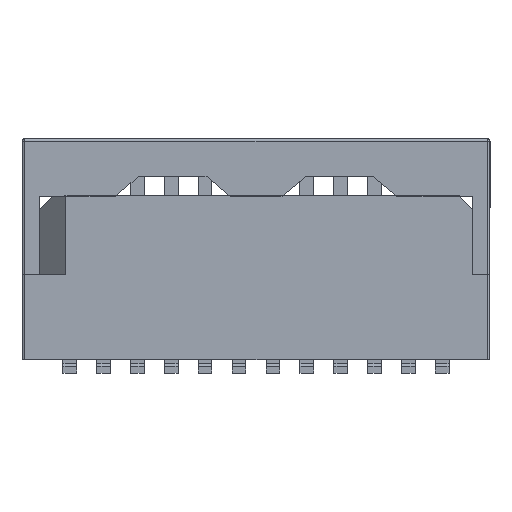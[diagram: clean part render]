
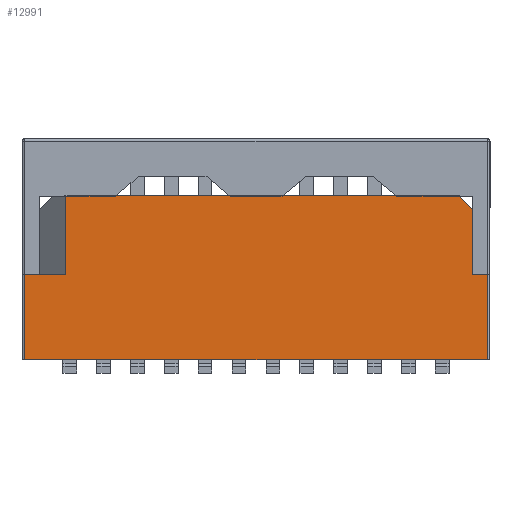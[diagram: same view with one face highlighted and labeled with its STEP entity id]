
A CAD part, front view. The second image highlights one B-rep face of the part: STEP entity #12991.
In plain terms, the highlighted planar face has unit normal (0, -1, 0).
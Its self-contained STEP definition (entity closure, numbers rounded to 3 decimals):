
#1013=ORIENTED_EDGE('',*,*,#4836,.T.);
#1014=ORIENTED_EDGE('',*,*,#4837,.T.);
#1015=ORIENTED_EDGE('',*,*,#4737,.T.);
#1016=ORIENTED_EDGE('',*,*,#4838,.T.);
#1017=ORIENTED_EDGE('',*,*,#4839,.F.);
#1018=ORIENTED_EDGE('',*,*,#4840,.F.);
#1019=ORIENTED_EDGE('',*,*,#4841,.T.);
#1020=ORIENTED_EDGE('',*,*,#4797,.T.);
#1021=ORIENTED_EDGE('',*,*,#4842,.T.);
#4737=EDGE_CURVE('',#6651,#6652,#7982,.T.);
#4797=EDGE_CURVE('',#6695,#6694,#8040,.T.);
#4836=EDGE_CURVE('',#6720,#6721,#8079,.T.);
#4837=EDGE_CURVE('',#6721,#6651,#8080,.T.);
#4838=EDGE_CURVE('',#6652,#6722,#8081,.T.);
#4839=EDGE_CURVE('',#6723,#6722,#8082,.T.);
#4840=EDGE_CURVE('',#6724,#6723,#8083,.T.);
#4841=EDGE_CURVE('',#6724,#6695,#8084,.F.);
#4842=EDGE_CURVE('',#6694,#6720,#8085,.T.);
#6651=VERTEX_POINT('',#20661);
#6652=VERTEX_POINT('',#20662);
#6694=VERTEX_POINT('',#20768);
#6695=VERTEX_POINT('',#20770);
#6720=VERTEX_POINT('',#20845);
#6721=VERTEX_POINT('',#20846);
#6722=VERTEX_POINT('',#20849);
#6723=VERTEX_POINT('',#20851);
#6724=VERTEX_POINT('',#20853);
#7982=LINE('',#20660,#9491);
#8040=LINE('',#20769,#9549);
#8079=LINE('',#20844,#9588);
#8080=LINE('',#20847,#9589);
#8081=LINE('',#20848,#9590);
#8082=LINE('',#20850,#9591);
#8083=LINE('',#20852,#9592);
#8084=LINE('',#20854,#9593);
#8085=LINE('',#20855,#9594);
#9491=VECTOR('',#17142,1000.);
#9549=VECTOR('',#17214,1000.);
#9588=VECTOR('',#17275,1000.);
#9589=VECTOR('',#17276,1000.);
#9590=VECTOR('',#17277,1000.);
#9591=VECTOR('',#17278,1000.);
#9592=VECTOR('',#17279,1000.);
#9593=VECTOR('',#17280,1000.);
#9594=VECTOR('',#17281,1000.);
#10821=EDGE_LOOP('',(#1013,#1014,#1015,#1016,#1017,#1018,#1019,#1020,#1021));
#11612=FACE_BOUND('',#10821,.T.);
#12402=PLANE('',#15989);
#12991=ADVANCED_FACE('',(#11612),#12402,.T.);
#15989=AXIS2_PLACEMENT_3D('',#20843,#17273,#17274);
#17142=DIRECTION('',(1.,0.,0.));
#17214=DIRECTION('',(-1.,0.,0.));
#17273=DIRECTION('',(0.,-1.,0.));
#17274=DIRECTION('',(0.,0.,-1.));
#17275=DIRECTION('',(-1.,0.,0.));
#17276=DIRECTION('',(0.,0.,-1.));
#17277=DIRECTION('',(0.,0.,1.));
#17278=DIRECTION('',(1.,0.,0.));
#17279=DIRECTION('',(0.,0.,-1.));
#17280=DIRECTION('',(0.707,0.,-0.707));
#17281=DIRECTION('',(0.,0.,-1.));
#20660=CARTESIAN_POINT('',(-8.775,-7.35,0.));
#20661=CARTESIAN_POINT('',(-8.675,-7.35,0.));
#20662=CARTESIAN_POINT('',(8.675,-7.35,0.));
#20768=CARTESIAN_POINT('',(-7.125,-7.35,6.15));
#20769=CARTESIAN_POINT('',(8.775,-7.35,6.15));
#20770=CARTESIAN_POINT('',(7.625,-7.35,6.15));
#20843=CARTESIAN_POINT('',(0.,-7.35,0.));
#20844=CARTESIAN_POINT('',(0.,-7.35,3.2));
#20845=CARTESIAN_POINT('',(-7.125,-7.35,3.2));
#20846=CARTESIAN_POINT('',(-8.675,-7.35,3.2));
#20847=CARTESIAN_POINT('',(-8.675,-7.35,0.));
#20848=CARTESIAN_POINT('',(8.675,-7.35,3.2));
#20849=CARTESIAN_POINT('',(8.675,-7.35,3.2));
#20850=CARTESIAN_POINT('',(0.,-7.35,3.2));
#20851=CARTESIAN_POINT('',(8.125,-7.35,3.2));
#20852=CARTESIAN_POINT('',(8.125,-7.35,0.));
#20853=CARTESIAN_POINT('',(8.125,-7.35,5.65));
#20854=CARTESIAN_POINT('',(6.888,-7.35,6.888));
#20855=CARTESIAN_POINT('',(-7.125,-7.35,0.));
